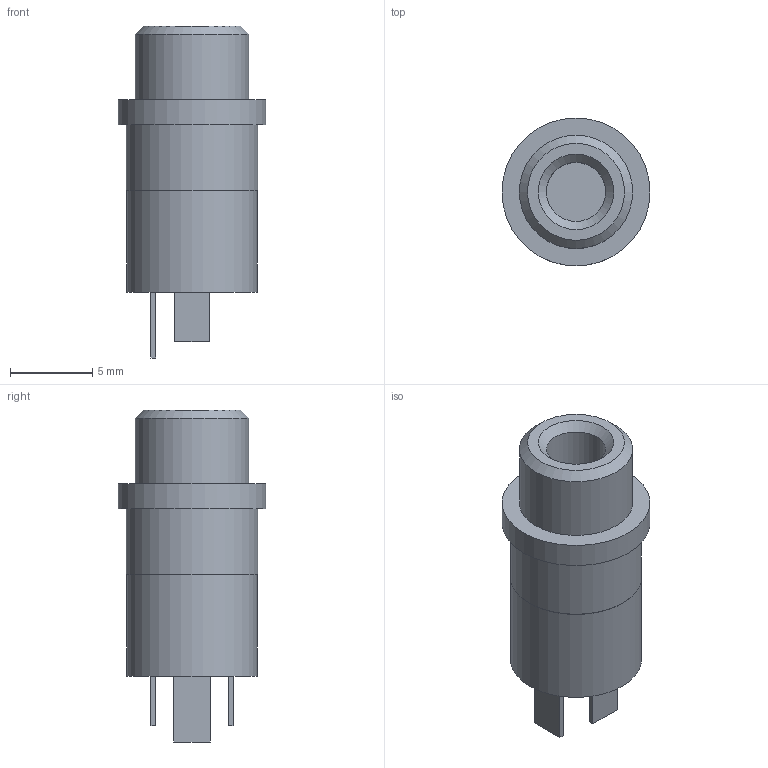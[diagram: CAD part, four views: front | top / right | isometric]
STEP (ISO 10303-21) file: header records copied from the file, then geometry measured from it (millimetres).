
FILE_DESCRIPTION((''),'2;1');
FILE_NAME('LUM 1502-02.stp','2016-05-12T19:20:12',('Administrator'),(''),'Autodesk Inventor 2010','Autodesk Inventor 2010','');
FILE_SCHEMA(('AUTOMOTIVE_DESIGN { 1 2 10303 214 0 1 1 1 }'));
Length unit declared in the file: millimetre
Products named in the file (1): LUM 1502-02
Bounding box: 9 x 9 x 20.2 mm (x, y, z)
Volume: 673 mm3; surface area: 674.8 mm2
Topology: 1 solids, 1 shells, 28 faces, 55 edges, 36 vertices
Faces by surface type: plane 21, cylinder 5, cone 2
Full cylindrical faces by diameter (mm): 3.6 x1, 6.9 x1, 7.95 x1, 8 x1, 9 x1
Entity records: 717 total; most frequent: DIRECTION 118, CARTESIAN_POINT 113, ORIENTED_EDGE 96, EDGE_CURVE 48, EDGE_LOOP 42, AXIS2_PLACEMENT_3D 41, VERTEX_POINT 36, VECTOR 36
